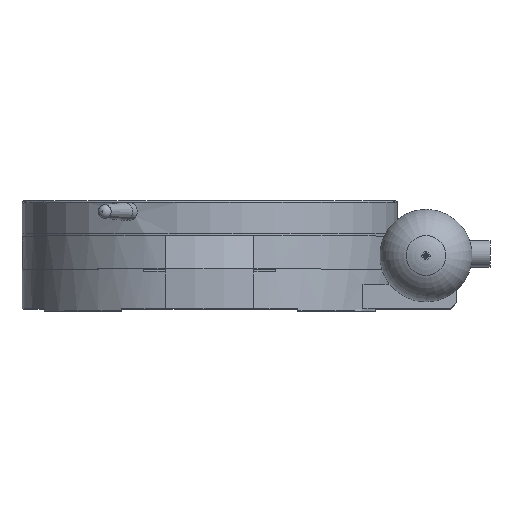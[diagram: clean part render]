
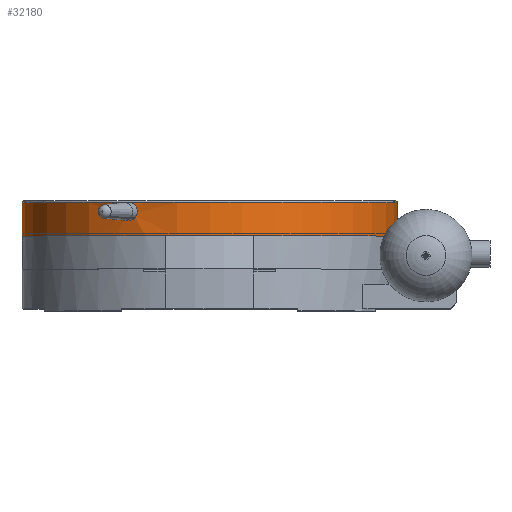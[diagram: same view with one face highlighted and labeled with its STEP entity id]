
A CAD part, top view. The second image highlights one B-rep face of the part: STEP entity #32180.
In plain terms, the highlighted cylindrical face has radius 42.5 mm (diameter 85 mm), a full revolution.
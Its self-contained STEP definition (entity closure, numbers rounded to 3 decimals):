
#861 = EDGE_CURVE ( 'NONE', #57280, #57280, #2473, .T. ) ;
#1660 = CARTESIAN_POINT ( 'NONE',  ( -19.108, 22.458, 37.962 ) ) ;
#1676 = ORIENTED_EDGE ( 'NONE', *, *, #861, .T. ) ;
#2473 = B_SPLINE_CURVE_WITH_KNOTS ( 'NONE', 3,
 ( #69671, #33686, #60956, #29013, #80332, #21860, #66860, #66032, #47067, #2895, #59316, #72778, #41595, #65618, #7981, #53402, #3292, #15564, #78689, #46670, #8400, #28597, #35296, #54631, #1660, #28198, #34897, #9203, #22672, #60556, #79917, #72362, #52992, #14316, #73189, #67256, #14741, #39977 ),
 .UNSPECIFIED., .T., .F.,
 ( 4, 2, 2, 2, 2, 2, 2, 2, 2, 2, 2, 2, 2, 2, 2, 2, 2, 2, 4 ),
 ( 0., 0., 0.001, 0.001, 0.001, 0.002, 0.002, 0.003, 0.003, 0.004, 0.004, 0.004, 0.005, 0.005, 0.006, 0.006, 0.007, 0.007, 0.008 ),
 .UNSPECIFIED. ) ;
#2895 = CARTESIAN_POINT ( 'NONE',  ( -17.041, 21.767, 38.934 ) ) ;
#3292 = CARTESIAN_POINT ( 'NONE',  ( -18.377, 21.321, 38.322 ) ) ;
#3430 = ORIENTED_EDGE ( 'NONE', *, *, #73137, .F. ) ;
#7981 = CARTESIAN_POINT ( 'NONE',  ( -17.939, 21.241, 38.529 ) ) ;
#8400 = CARTESIAN_POINT ( 'NONE',  ( -18.933, 21.839, 38.05 ) ) ;
#9203 = CARTESIAN_POINT ( 'NONE',  ( -18.898, 23.233, 38.067 ) ) ;
#10491 = AXIS2_PLACEMENT_3D ( 'NONE', #62042, #16206, #35142 ) ;
#12168 = FACE_OUTER_BOUND ( 'NONE', #33612, .T. ) ;
#13720 = CARTESIAN_POINT ( 'NONE',  ( -42.5, 24.5, 0. ) ) ;
#13924 = EDGE_LOOP ( 'NONE', ( #1676 ) ) ;
#14316 = CARTESIAN_POINT ( 'NONE',  ( -17.718, 23.728, 38.631 ) ) ;
#14741 = CARTESIAN_POINT ( 'NONE',  ( -17.192, 23.421, 38.868 ) ) ;
#15564 = CARTESIAN_POINT ( 'NONE',  ( -18.636, 21.475, 38.197 ) ) ;
#16206 = DIRECTION ( 'NONE',  ( 0., -1., 0. ) ) ;
#19500 = AXIS2_PLACEMENT_3D ( 'NONE', #76103, #69352, #37827 ) ;
#21860 = CARTESIAN_POINT ( 'NONE',  ( -16.848, 22.297, 39.018 ) ) ;
#22672 = CARTESIAN_POINT ( 'NONE',  ( -18.804, 23.362, 38.114 ) ) ;
#23980 = CIRCLE ( 'NONE', #10491, 42.5 ) ;
#25612 = CYLINDRICAL_SURFACE ( 'NONE', #19500, 42.5 ) ;
#27100 = AXIS2_PLACEMENT_3D ( 'NONE', #57809, #82700, #64524 ) ;
#28198 = CARTESIAN_POINT ( 'NONE',  ( -19.079, 22.786, 37.977 ) ) ;
#28597 = CARTESIAN_POINT ( 'NONE',  ( -19.002, 21.983, 38.016 ) ) ;
#29013 = CARTESIAN_POINT ( 'NONE',  ( -16.841, 22.707, 39.021 ) ) ;
#32180 = ADVANCED_FACE ( 'NONE', ( #50415, #12168, #44515 ), #25612, .T. ) ;
#33091 = VERTEX_POINT ( 'NONE', #13720 ) ;
#33612 = EDGE_LOOP ( 'NONE', ( #81312 ) ) ;
#33686 = CARTESIAN_POINT ( 'NONE',  ( -17., 23.166, 38.952 ) ) ;
#34897 = CARTESIAN_POINT ( 'NONE',  ( -19.036, 22.944, 37.998 ) ) ;
#35142 = DIRECTION ( 'NONE',  ( -1., 0., 0. ) ) ;
#35296 = CARTESIAN_POINT ( 'NONE',  ( -19.029, 22.058, 38.002 ) ) ;
#37827 = DIRECTION ( 'NONE',  ( -1., 0., 0. ) ) ;
#39977 = CARTESIAN_POINT ( 'NONE',  ( -17.096, 23.294, 38.91 ) ) ;
#41595 = CARTESIAN_POINT ( 'NONE',  ( -17.503, 21.352, 38.729 ) ) ;
#44515 = FACE_OUTER_BOUND ( 'NONE', #70716, .T. ) ;
#46670 = CARTESIAN_POINT ( 'NONE',  ( -18.891, 21.77, 38.071 ) ) ;
#47067 = CARTESIAN_POINT ( 'NONE',  ( -16.935, 21.984, 38.98 ) ) ;
#47700 = EDGE_CURVE ( 'NONE', #54244, #54244, #23980, .T. ) ;
#48303 = CARTESIAN_POINT ( 'NONE',  ( -42.5, 17., 0. ) ) ;
#50415 = FACE_BOUND ( 'NONE', #13924, .T. ) ;
#52992 = CARTESIAN_POINT ( 'NONE',  ( -18.012, 23.759, 38.494 ) ) ;
#53402 = CARTESIAN_POINT ( 'NONE',  ( -18.232, 21.273, 38.391 ) ) ;
#54244 = VERTEX_POINT ( 'NONE', #48303 ) ;
#54631 = CARTESIAN_POINT ( 'NONE',  ( -19.093, 22.293, 37.97 ) ) ;
#57280 = VERTEX_POINT ( 'NONE', #69888 ) ;
#57809 = CARTESIAN_POINT ( 'NONE',  ( 0., 24.5, 0. ) ) ;
#59316 = CARTESIAN_POINT ( 'NONE',  ( -17.137, 21.639, 38.892 ) ) ;
#60556 = CARTESIAN_POINT ( 'NONE',  ( -18.577, 23.569, 38.225 ) ) ;
#60956 = CARTESIAN_POINT ( 'NONE',  ( -16.928, 23.018, 38.983 ) ) ;
#62042 = CARTESIAN_POINT ( 'NONE',  ( 0., 17., 0. ) ) ;
#64524 = DIRECTION ( 'NONE',  ( -1., 0., 0. ) ) ;
#64650 = CIRCLE ( 'NONE', #27100, 42.5 ) ;
#65618 = CARTESIAN_POINT ( 'NONE',  ( -17.788, 21.257, 38.599 ) ) ;
#66032 = CARTESIAN_POINT ( 'NONE',  ( -16.907, 22.059, 38.993 ) ) ;
#66860 = CARTESIAN_POINT ( 'NONE',  ( -16.863, 22.215, 39.011 ) ) ;
#67256 = CARTESIAN_POINT ( 'NONE',  ( -17.309, 23.525, 38.816 ) ) ;
#69352 = DIRECTION ( 'NONE',  ( 0., -1., 0. ) ) ;
#69671 = CARTESIAN_POINT ( 'NONE',  ( -17.096, 23.294, 38.91 ) ) ;
#69888 = CARTESIAN_POINT ( 'NONE',  ( -17.096, 23.294, 38.91 ) ) ;
#70716 = EDGE_LOOP ( 'NONE', ( #3430 ) ) ;
#72362 = CARTESIAN_POINT ( 'NONE',  ( -18.163, 23.742, 38.424 ) ) ;
#72778 = CARTESIAN_POINT ( 'NONE',  ( -17.37, 21.43, 38.788 ) ) ;
#73137 = EDGE_CURVE ( 'NONE', #33091, #33091, #64650, .T. ) ;
#73189 = CARTESIAN_POINT ( 'NONE',  ( -17.573, 23.679, 38.697 ) ) ;
#76103 = CARTESIAN_POINT ( 'NONE',  ( 0., 13., 0. ) ) ;
#78689 = CARTESIAN_POINT ( 'NONE',  ( -18.752, 21.581, 38.14 ) ) ;
#79917 = CARTESIAN_POINT ( 'NONE',  ( -18.444, 23.648, 38.289 ) ) ;
#80332 = CARTESIAN_POINT ( 'NONE',  ( -16.826, 22.54, 39.027 ) ) ;
#81312 = ORIENTED_EDGE ( 'NONE', *, *, #47700, .F. ) ;
#82700 = DIRECTION ( 'NONE',  ( 0., 1., 0. ) ) ;
